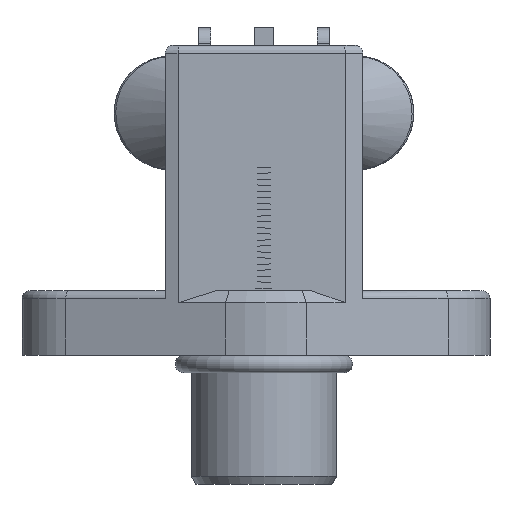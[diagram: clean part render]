
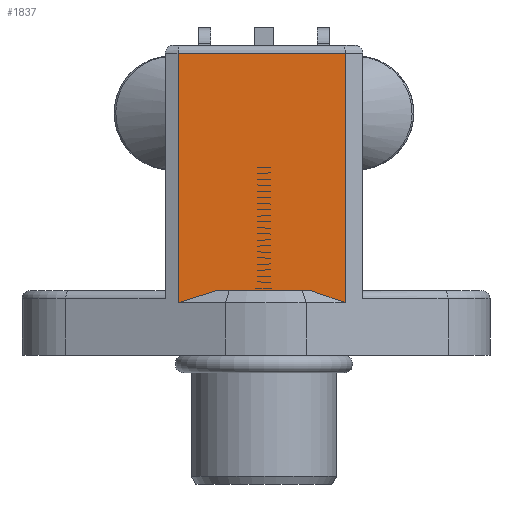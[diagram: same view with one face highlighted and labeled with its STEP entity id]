
A CAD part, left-side view. The second image highlights one B-rep face of the part: STEP entity #1837.
In plain terms, the highlighted planar face has unit normal (-1, 0, 0).
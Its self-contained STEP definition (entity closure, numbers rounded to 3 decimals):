
#429=LINE('',#7829,#890);
#432=LINE('',#7857,#893);
#436=LINE('',#7867,#897);
#438=LINE('',#7871,#899);
#439=LINE('',#7873,#900);
#440=LINE('',#7875,#901);
#890=VECTOR('',#6429,1.);
#893=VECTOR('',#6460,1.);
#897=VECTOR('',#6470,1.);
#899=VECTOR('',#6474,1.);
#900=VECTOR('',#6475,1.);
#901=VECTOR('',#6476,1.);
#1355=PLANE('',#5970);
#1529=FACE_OUTER_BOUND('',#2353,.T.);
#1837=ADVANCED_FACE('',(#1529),#1355,.T.);
#2353=EDGE_LOOP('',(#2766,#2767,#2768,#2769,#2770,#2771));
#2766=ORIENTED_EDGE('',*,*,#4960,.T.);
#2767=ORIENTED_EDGE('',*,*,#4961,.T.);
#2768=ORIENTED_EDGE('',*,*,#4962,.T.);
#2769=ORIENTED_EDGE('',*,*,#4953,.T.);
#2770=ORIENTED_EDGE('',*,*,#4942,.T.);
#2771=ORIENTED_EDGE('',*,*,#4958,.T.);
#4400=VERTEX_POINT('',#7830);
#4401=VERTEX_POINT('',#7831);
#4411=VERTEX_POINT('',#7858);
#4414=VERTEX_POINT('',#7868);
#4415=VERTEX_POINT('',#7872);
#4416=VERTEX_POINT('',#7874);
#4942=EDGE_CURVE('',#4400,#4401,#429,.T.);
#4953=EDGE_CURVE('',#4411,#4400,#432,.T.);
#4958=EDGE_CURVE('',#4401,#4414,#436,.T.);
#4960=EDGE_CURVE('',#4414,#4415,#438,.T.);
#4961=EDGE_CURVE('',#4415,#4416,#439,.T.);
#4962=EDGE_CURVE('',#4416,#4411,#440,.T.);
#5970=AXIS2_PLACEMENT_3D('',#7876,#6477,#6478);
#6429=DIRECTION('',(0.,-1.,0.));
#6460=DIRECTION('',(0.,-0.953,0.303));
#6470=DIRECTION('',(0.,-0.944,-0.33));
#6474=DIRECTION('',(0.,0.,1.));
#6475=DIRECTION('',(0.,1.,0.));
#6476=DIRECTION('',(0.,0.,-1.));
#6477=DIRECTION('',(-1.,0.,0.));
#6478=DIRECTION('',(0.,0.,-1.));
#7829=CARTESIAN_POINT('',(-12.25,-20.,8.));
#7830=CARTESIAN_POINT('',(-12.25,5.929,8.));
#7831=CARTESIAN_POINT('',(-12.25,-5.785,8.));
#7857=CARTESIAN_POINT('',(-12.25,-11.877,13.666));
#7858=CARTESIAN_POINT('',(-12.25,10.644,6.5));
#7867=CARTESIAN_POINT('',(-12.25,-20.475,2.858));
#7868=CARTESIAN_POINT('',(-12.25,-10.071,6.5));
#7871=CARTESIAN_POINT('',(-12.25,-10.071,0.));
#7872=CARTESIAN_POINT('',(-12.25,-10.071,37.4));
#7873=CARTESIAN_POINT('',(-12.25,0.,37.4));
#7874=CARTESIAN_POINT('',(-12.25,10.644,37.4));
#7875=CARTESIAN_POINT('',(-12.25,10.644,0.));
#7876=CARTESIAN_POINT('',(-12.25,0.,0.));
